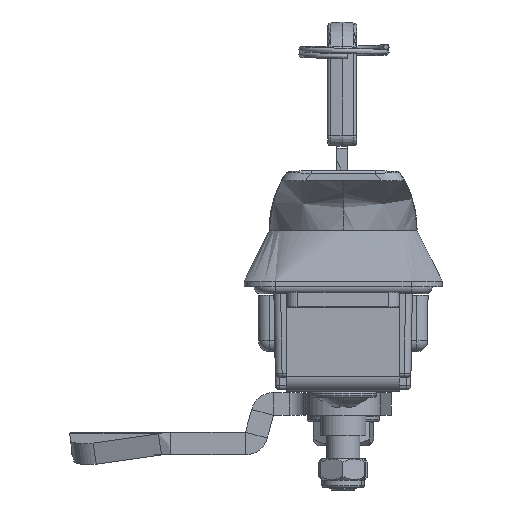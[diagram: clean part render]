
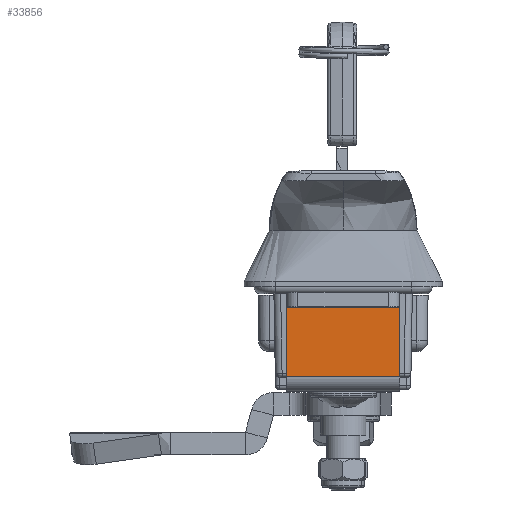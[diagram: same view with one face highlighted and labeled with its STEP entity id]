
A CAD part, front view. The second image highlights one B-rep face of the part: STEP entity #33856.
In plain terms, the highlighted planar face has unit normal (0, -1, 0).
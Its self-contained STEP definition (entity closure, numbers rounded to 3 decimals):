
#777 = VECTOR ( 'NONE', #37207, 1000. ) ;
#2748 = LINE ( 'NONE', #18403, #7316 ) ;
#3110 = EDGE_CURVE ( 'NONE', #34528, #9713, #19295, .T. ) ;
#4544 = CARTESIAN_POINT ( 'NONE',  ( -10., -39.2, 132.05 ) ) ;
#5593 = DIRECTION ( 'NONE',  ( 0., 0., -1. ) ) ;
#5608 = ORIENTED_EDGE ( 'NONE', *, *, #9763, .F. ) ;
#6668 = CARTESIAN_POINT ( 'NONE',  ( -10., -39.2, 132.15 ) ) ;
#7048 = EDGE_LOOP ( 'NONE', ( #5608, #26203, #37896, #21956 ) ) ;
#7316 = VECTOR ( 'NONE', #37106, 1000. ) ;
#8533 = CARTESIAN_POINT ( 'NONE',  ( -10., -39.2, 132.15 ) ) ;
#8703 = VECTOR ( 'NONE', #16450, 1000. ) ;
#9713 = VERTEX_POINT ( 'NONE', #18608 ) ;
#9763 = EDGE_CURVE ( 'NONE', #12780, #18783, #30425, .T. ) ;
#11917 = CARTESIAN_POINT ( 'NONE',  ( 10., -39.2, 132.15 ) ) ;
#12780 = VERTEX_POINT ( 'NONE', #24263 ) ;
#16084 = DIRECTION ( 'NONE',  ( -1., 0., 0. ) ) ;
#16450 = DIRECTION ( 'NONE',  ( 0., 0., -1. ) ) ;
#18403 = CARTESIAN_POINT ( 'NONE',  ( -10., -39.2, 119.75 ) ) ;
#18608 = CARTESIAN_POINT ( 'NONE',  ( -10., -39.2, 119.75 ) ) ;
#18783 = VERTEX_POINT ( 'NONE', #27166 ) ;
#18905 = CARTESIAN_POINT ( 'NONE',  ( -10., -39.2, 132.05 ) ) ;
#19295 = LINE ( 'NONE', #6668, #8703 ) ;
#21956 = ORIENTED_EDGE ( 'NONE', *, *, #33149, .T. ) ;
#21964 = LINE ( 'NONE', #18905, #777 ) ;
#24030 = FACE_OUTER_BOUND ( 'NONE', #7048, .T. ) ;
#24263 = CARTESIAN_POINT ( 'NONE',  ( 10., -39.2, 132.05 ) ) ;
#25780 = EDGE_CURVE ( 'NONE', #34528, #12780, #21964, .T. ) ;
#26203 = ORIENTED_EDGE ( 'NONE', *, *, #25780, .F. ) ;
#27166 = CARTESIAN_POINT ( 'NONE',  ( 10., -39.2, 119.75 ) ) ;
#29485 = AXIS2_PLACEMENT_3D ( 'NONE', #8533, #33371, #16084 ) ;
#30425 = LINE ( 'NONE', #11917, #33519 ) ;
#33149 = EDGE_CURVE ( 'NONE', #9713, #18783, #2748, .T. ) ;
#33371 = DIRECTION ( 'NONE',  ( 0., -1., 0. ) ) ;
#33519 = VECTOR ( 'NONE', #5593, 1000. ) ;
#33856 = ADVANCED_FACE ( 'NONE', ( #24030 ), #36417, .T. ) ;
#34528 = VERTEX_POINT ( 'NONE', #4544 ) ;
#36417 = PLANE ( 'NONE',  #29485 ) ;
#37106 = DIRECTION ( 'NONE',  ( 1., 0., 0. ) ) ;
#37207 = DIRECTION ( 'NONE',  ( 1., 0., 0. ) ) ;
#37896 = ORIENTED_EDGE ( 'NONE', *, *, #3110, .T. ) ;
